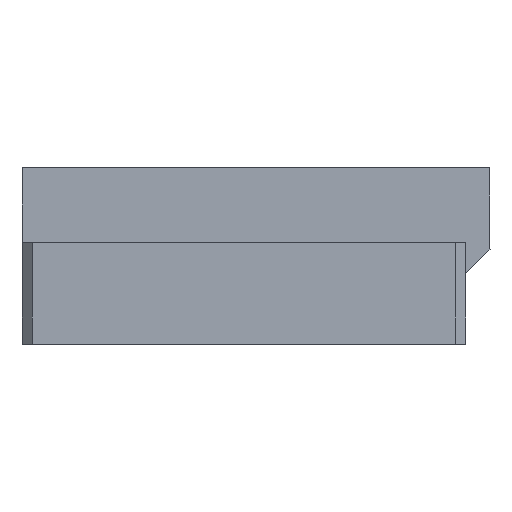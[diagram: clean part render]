
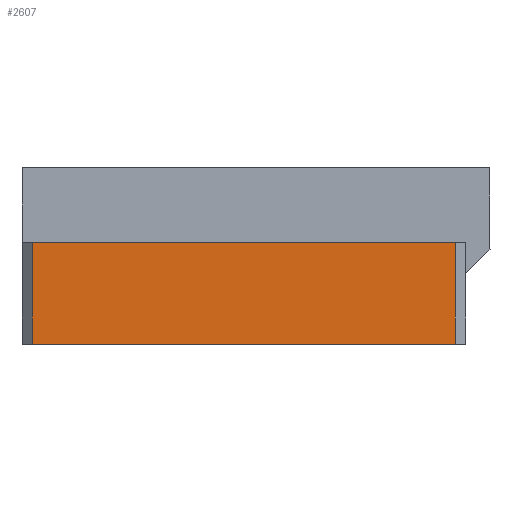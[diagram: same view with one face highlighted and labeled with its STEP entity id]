
A CAD part, front view. The second image highlights one B-rep face of the part: STEP entity #2607.
In plain terms, the highlighted planar face has unit normal (0, -1, 0).
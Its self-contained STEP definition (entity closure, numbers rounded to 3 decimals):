
#143=PLANE('',#2877);
#275=FACE_OUTER_BOUND('',#431,.T.);
#431=EDGE_LOOP('',(#2406,#2407,#2408,#2409));
#728=LINE('',#4161,#967);
#780=LINE('',#4404,#1019);
#795=LINE('',#4444,#1034);
#796=LINE('',#4445,#1035);
#967=VECTOR('',#3311,10.);
#1019=VECTOR('',#3563,10.);
#1034=VECTOR('',#3614,10.);
#1035=VECTOR('',#3615,10.);
#1223=VERTEX_POINT('',#4158);
#1224=VERTEX_POINT('',#4160);
#1284=VERTEX_POINT('',#4401);
#1285=VERTEX_POINT('',#4403);
#1537=EDGE_CURVE('',#1224,#1223,#728,.T.);
#1649=EDGE_CURVE('',#1285,#1284,#780,.T.);
#1670=EDGE_CURVE('',#1285,#1223,#795,.T.);
#1671=EDGE_CURVE('',#1224,#1284,#796,.T.);
#2406=ORIENTED_EDGE('',*,*,#1537,.T.);
#2407=ORIENTED_EDGE('',*,*,#1670,.F.);
#2408=ORIENTED_EDGE('',*,*,#1649,.T.);
#2409=ORIENTED_EDGE('',*,*,#1671,.F.);
#2607=ADVANCED_FACE('',(#275),#143,.F.);
#2877=AXIS2_PLACEMENT_3D('',#4443,#3612,#3613);
#3311=DIRECTION('',(1.,0.,0.));
#3563=DIRECTION('',(-1.,0.,0.));
#3612=DIRECTION('center_axis',(0.,1.,0.));
#3613=DIRECTION('ref_axis',(1.,0.,0.));
#3614=DIRECTION('',(0.,0.,-1.));
#3615=DIRECTION('',(0.,0.,1.));
#4158=CARTESIAN_POINT('',(146.303,135.713,73.856));
#4160=CARTESIAN_POINT('',(104.903,135.713,73.856));
#4161=CARTESIAN_POINT('',(114.253,135.713,73.856));
#4401=CARTESIAN_POINT('',(104.903,135.713,83.837));
#4403=CARTESIAN_POINT('',(146.303,135.713,83.837));
#4404=CARTESIAN_POINT('',(125.603,135.713,83.837));
#4443=CARTESIAN_POINT('Origin',(125.603,135.713,89.838));
#4444=CARTESIAN_POINT('',(146.303,135.713,95.46));
#4445=CARTESIAN_POINT('',(104.903,135.713,95.46));
